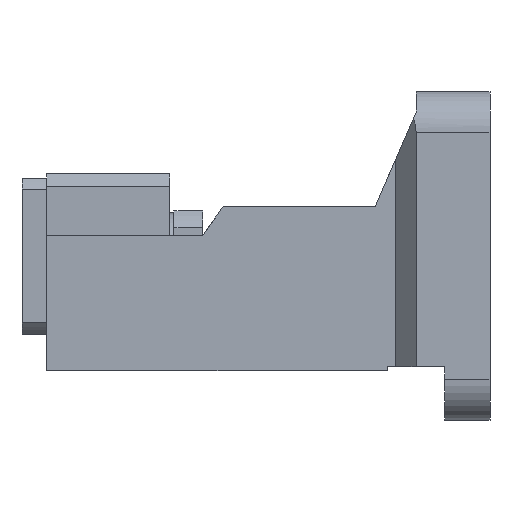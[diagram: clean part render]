
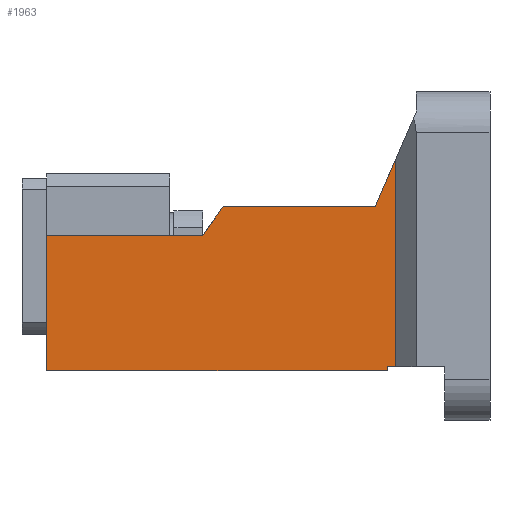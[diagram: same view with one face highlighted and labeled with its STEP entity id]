
A CAD part, front view. The second image highlights one B-rep face of the part: STEP entity #1963.
In plain terms, the highlighted planar face has unit normal (0, -1, 0).
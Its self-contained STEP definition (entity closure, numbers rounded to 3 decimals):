
#1569=CARTESIAN_POINT('Vertex',(83.,-35.,-28.)) ;
#1572=CARTESIAN_POINT('Line Origine',(41.5,-35.,-28.)) ;
#1576=CARTESIAN_POINT('Vertex',(0.,-35.,-28.)) ;
#1885=CARTESIAN_POINT('Vertex',(83.,-35.,-27.)) ;
#1888=CARTESIAN_POINT('Line Origine',(83.,-35.,-27.5)) ;
#1900=CARTESIAN_POINT('Axis2P3D Location',(0.,-35.,0.)) ;
#1905=CARTESIAN_POINT('Line Origine',(85.,-35.,-1.769)) ;
#1909=CARTESIAN_POINT('Vertex',(85.,-35.,-27.)) ;
#1911=CARTESIAN_POINT('Vertex',(85.,-35.,23.462)) ;
#1914=CARTESIAN_POINT('Line Origine',(82.517,-35.,17.731)) ;
#1918=CARTESIAN_POINT('Vertex',(80.033,-35.,12.)) ;
#1921=CARTESIAN_POINT('Line Origine',(61.517,-35.,12.)) ;
#1925=CARTESIAN_POINT('Vertex',(43.,-35.,12.)) ;
#1928=CARTESIAN_POINT('Line Origine',(40.5,-35.,8.5)) ;
#1932=CARTESIAN_POINT('Vertex',(38.,-35.,5.)) ;
#1935=CARTESIAN_POINT('Line Origine',(19.,-35.,5.)) ;
#1939=CARTESIAN_POINT('Vertex',(0.,-35.,5.)) ;
#1942=CARTESIAN_POINT('Line Origine',(0.,-35.,-11.5)) ;
#1947=CARTESIAN_POINT('Line Origine',(84.,-35.,-27.)) ;
#1573=DIRECTION('Vector Direction',(1.,0.,0.)) ;
#1889=DIRECTION('Vector Direction',(0.,0.,-1.)) ;
#1901=DIRECTION('Axis2P3D Direction',(0.,-1.,0.)) ;
#1902=DIRECTION('Axis2P3D XDirection',(1.,0.,0.)) ;
#1906=DIRECTION('Vector Direction',(0.,0.,1.)) ;
#1915=DIRECTION('Vector Direction',(0.398,0.,0.918)) ;
#1922=DIRECTION('Vector Direction',(1.,0.,0.)) ;
#1929=DIRECTION('Vector Direction',(-0.581,0.,-0.814)) ;
#1936=DIRECTION('Vector Direction',(-1.,0.,0.)) ;
#1943=DIRECTION('Vector Direction',(0.,0.,-1.)) ;
#1948=DIRECTION('Vector Direction',(1.,0.,0.)) ;
#1903=AXIS2_PLACEMENT_3D('Plane Axis2P3D',#1900,#1901,#1902) ;
#1953=ORIENTED_EDGE('',*,*,#1913,.T.) ;
#1954=ORIENTED_EDGE('',*,*,#1920,.F.) ;
#1955=ORIENTED_EDGE('',*,*,#1927,.F.) ;
#1956=ORIENTED_EDGE('',*,*,#1934,.T.) ;
#1957=ORIENTED_EDGE('',*,*,#1941,.T.) ;
#1958=ORIENTED_EDGE('',*,*,#1946,.T.) ;
#1959=ORIENTED_EDGE('',*,*,#1578,.T.) ;
#1960=ORIENTED_EDGE('',*,*,#1892,.F.) ;
#1961=ORIENTED_EDGE('',*,*,#1951,.T.) ;
#1574=VECTOR('Line Direction',#1573,1.) ;
#1890=VECTOR('Line Direction',#1889,1.) ;
#1907=VECTOR('Line Direction',#1906,1.) ;
#1916=VECTOR('Line Direction',#1915,1.) ;
#1923=VECTOR('Line Direction',#1922,1.) ;
#1930=VECTOR('Line Direction',#1929,1.) ;
#1937=VECTOR('Line Direction',#1936,1.) ;
#1944=VECTOR('Line Direction',#1943,1.) ;
#1949=VECTOR('Line Direction',#1948,1.) ;
#1963=ADVANCED_FACE('\X2\96F64EF651E04F554F53\X0\',(#1962),#1904,.T.) ;
#1578=EDGE_CURVE('',#1577,#1570,#1575,.T.) ;
#1892=EDGE_CURVE('',#1886,#1570,#1891,.T.) ;
#1913=EDGE_CURVE('',#1910,#1912,#1908,.T.) ;
#1920=EDGE_CURVE('',#1919,#1912,#1917,.T.) ;
#1927=EDGE_CURVE('',#1926,#1919,#1924,.T.) ;
#1934=EDGE_CURVE('',#1926,#1933,#1931,.T.) ;
#1941=EDGE_CURVE('',#1933,#1940,#1938,.T.) ;
#1946=EDGE_CURVE('',#1940,#1577,#1945,.T.) ;
#1951=EDGE_CURVE('',#1886,#1910,#1950,.T.) ;
#1952=EDGE_LOOP('',(#1953,#1954,#1955,#1956,#1957,#1958,#1959,#1960,#1961)) ;
#1962=FACE_OUTER_BOUND('',#1952,.T.) ;
#1575=LINE('Line',#1572,#1574) ;
#1891=LINE('Line',#1888,#1890) ;
#1908=LINE('Line',#1905,#1907) ;
#1917=LINE('Line',#1914,#1916) ;
#1924=LINE('Line',#1921,#1923) ;
#1931=LINE('Line',#1928,#1930) ;
#1938=LINE('Line',#1935,#1937) ;
#1945=LINE('Line',#1942,#1944) ;
#1950=LINE('Line',#1947,#1949) ;
#1904=PLANE('Plane',#1903) ;
#1570=VERTEX_POINT('',#1569) ;
#1577=VERTEX_POINT('',#1576) ;
#1886=VERTEX_POINT('',#1885) ;
#1910=VERTEX_POINT('',#1909) ;
#1912=VERTEX_POINT('',#1911) ;
#1919=VERTEX_POINT('',#1918) ;
#1926=VERTEX_POINT('',#1925) ;
#1933=VERTEX_POINT('',#1932) ;
#1940=VERTEX_POINT('',#1939) ;
